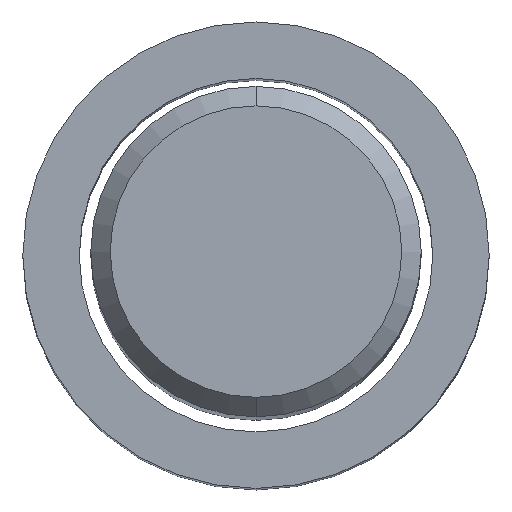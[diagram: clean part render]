
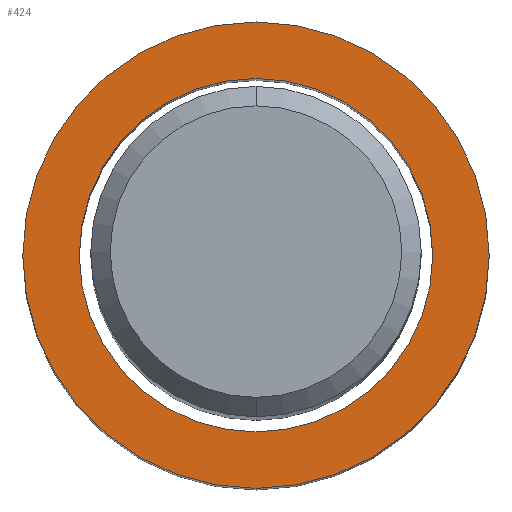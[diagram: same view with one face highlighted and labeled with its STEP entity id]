
A CAD part, top view. The second image highlights one B-rep face of the part: STEP entity #424.
In plain terms, the highlighted planar face has unit normal (0, 0, 1).
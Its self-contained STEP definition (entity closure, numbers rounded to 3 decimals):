
#274=VERTEX_POINT('',#585);
#290=EDGE_CURVE('',#310,#274,#604,.T.);
#310=VERTEX_POINT('',#625);
#326=EDGE_CURVE('',#356,#438,#641,.T.);
#338=EDGE_CURVE('',#438,#356,#654,.T.);
#356=VERTEX_POINT('',#675);
#424=ADVANCED_FACE('',(#747,#748),#749,.T.);
#432=EDGE_CURVE('',#274,#310,#757,.T.);
#438=VERTEX_POINT('',#763);
#585=CARTESIAN_POINT('',(0.,-6.0,-53.0));
#604=CIRCLE('',#1029,6.0);
#625=CARTESIAN_POINT('',(0.0,6.0,-53.0));
#641=CIRCLE('',#1105,4.548);
#654=CIRCLE('',#1135,4.548);
#675=CARTESIAN_POINT('',(0.,-4.548,-53.0));
#747=FACE_OUTER_BOUND('',#1377,.T.);
#748=FACE_BOUND('',#1378,.T.);
#749=PLANE('',#1379);
#757=CIRCLE('',#1392,6.0);
#763=CARTESIAN_POINT('',(0.0,4.548,-53.0));
#1029=AXIS2_PLACEMENT_3D('',#1591,#1592,#1593);
#1105=AXIS2_PLACEMENT_3D('',#1618,#1619,#1620);
#1135=AXIS2_PLACEMENT_3D('',#1630,#1631,#1632);
#1377=EDGE_LOOP('',(#1725,#1726));
#1378=EDGE_LOOP('',(#1727,#1728));
#1379=AXIS2_PLACEMENT_3D('',#1729,#1730,#1731);
#1392=AXIS2_PLACEMENT_3D('',#1739,#1740,#1741);
#1591=CARTESIAN_POINT('',(0.0,0.0,-53.0));
#1592=DIRECTION('',(0.0,0.0,-1.0));
#1593=DIRECTION('',(0.0,1.0,0.0));
#1618=CARTESIAN_POINT('',(0.0,0.0,-53.0));
#1619=DIRECTION('',(0.0,0.0,-1.0));
#1620=DIRECTION('',(0.0,1.0,0.0));
#1630=CARTESIAN_POINT('',(0.0,0.0,-53.0));
#1631=DIRECTION('',(0.0,0.0,-1.0));
#1632=DIRECTION('',(0.0,1.0,0.0));
#1725=ORIENTED_EDGE('',*,*,#290,.F.);
#1726=ORIENTED_EDGE('',*,*,#432,.F.);
#1727=ORIENTED_EDGE('',*,*,#338,.T.);
#1728=ORIENTED_EDGE('',*,*,#326,.T.);
#1729=CARTESIAN_POINT('',(0.0,5.274,-53.0));
#1730=DIRECTION('',(-0.0,0.0,1.0));
#1731=DIRECTION('',(0.0,-1.0,0.0));
#1739=CARTESIAN_POINT('',(0.0,0.0,-53.0));
#1740=DIRECTION('',(0.0,0.0,-1.0));
#1741=DIRECTION('',(0.0,1.0,0.0));
